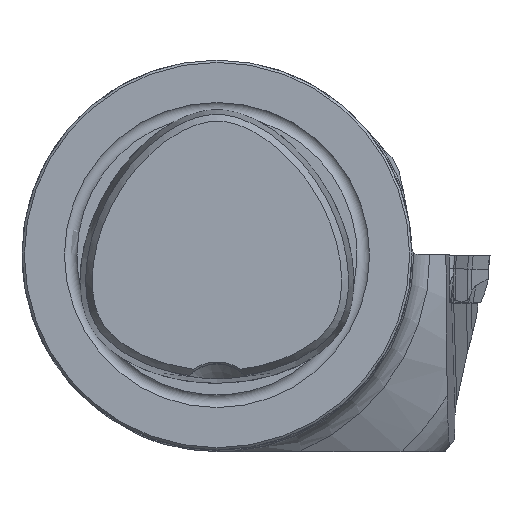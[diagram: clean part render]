
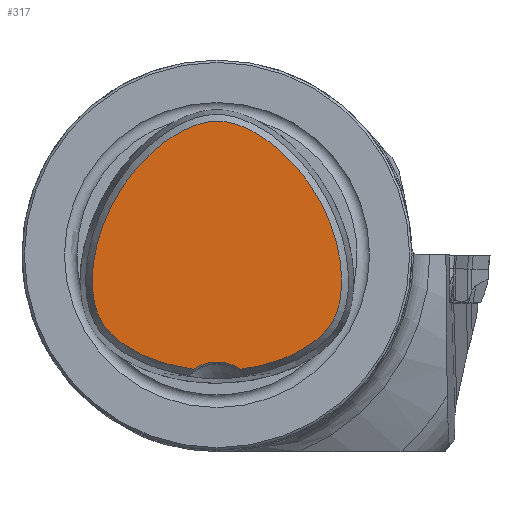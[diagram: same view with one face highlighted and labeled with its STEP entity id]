
A CAD part, top view. The second image highlights one B-rep face of the part: STEP entity #317.
In plain terms, the highlighted planar face has unit normal (0, 0, 1).
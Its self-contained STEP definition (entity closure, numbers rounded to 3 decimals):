
#244=CIRCLE('',#2975,5.25);
#317=ADVANCED_FACE('CU_E_LO_SU_2',(#532),#461,.T.);
#461=PLANE('',#2976);
#532=FACE_OUTER_BOUND('',#684,.T.);
#684=EDGE_LOOP('',(#1160,#1161));
#900=B_SPLINE_CURVE_WITH_KNOTS('',3,(#4472,#4473,#4474,#4475,#4476,#4477,
#4478,#4479,#4480,#4481,#4482,#4483,#4484,#4485,#4486,#4487,#4488,#4489,
#4490,#4491,#4492,#4493,#4494,#4495,#4496,#4497,#4498,#4499,#4500,#4501,
#4502,#4503,#4504,#4505,#4506,#4507,#4508,#4509,#4510,#4511,#4512,#4513,
#4514,#4515,#4516,#4517,#4518,#4519,#4520,#4521,#4522,#4523,#4524,#4525,
#4526,#4527,#4528,#4529,#4530,#4531,#4532,#4533,#4534),.UNSPECIFIED.,.T.,
 .F.,(1,1,2,1,1,1,1,1,1,1,1,1,1,1,1,1,1,1,1,1,1,1,1,1,1,1,1,1,1,1,1,1,1,
1,1,1,1,1,1,1,1,1,1,1,1,1,1,1,1,1,1,1,1,1,1,1,1,1,1,1,1,1,2,1,1),(-0.063,
-0.031,0.,0.031,0.063,0.078,0.094,0.109,0.125,0.141,0.156,
0.164,0.172,0.18,0.188,0.203,0.219,0.234,0.25,0.266,
0.281,0.313,0.344,0.359,0.375,0.406,0.422,0.438,0.453,
0.469,0.484,0.492,0.5,0.508,0.516,0.531,0.547,0.563,
0.578,0.594,0.625,0.641,0.656,0.688,0.719,0.734,0.75,0.766,
0.781,0.797,0.813,0.82,0.828,0.836,0.844,0.859,0.875,
0.891,0.906,0.922,0.938,0.969,1.,1.031,1.063),
 .UNSPECIFIED.);
#1160=ORIENTED_EDGE('',*,*,#2242,.F.);
#1161=ORIENTED_EDGE('',*,*,#2244,.T.);
#1947=VERTEX_POINT('',#4471);
#1948=VERTEX_POINT('',#4535);
#2242=EDGE_CURVE('',#1947,#1948,#900,.T.);
#2244=EDGE_CURVE('',#1947,#1948,#244,.T.);
#2975=AXIS2_PLACEMENT_3D('',#4729,#3268,#3269);
#2976=AXIS2_PLACEMENT_3D('',#4730,#3270,#3271);
#3268=DIRECTION('',(0.,0.,-1.));
#3269=DIRECTION('',(-1.,0.,0.));
#3270=DIRECTION('',(0.,0.,1.));
#3271=DIRECTION('',(-1.,0.,0.));
#4471=CARTESIAN_POINT('',(-3.002,-14.693,30.));
#4472=CARTESIAN_POINT('',(1.097,-14.873,30.));
#4473=CARTESIAN_POINT('',(-1.097,-14.873,30.));
#4474=CARTESIAN_POINT('',(-3.239,-14.735,30.));
#4475=CARTESIAN_POINT('',(-5.875,-14.208,30.));
#4476=CARTESIAN_POINT('',(-7.928,-13.56,30.));
#4477=CARTESIAN_POINT('',(-9.409,-12.964,30.));
#4478=CARTESIAN_POINT('',(-10.821,-12.249,30.));
#4479=CARTESIAN_POINT('',(-12.14,-11.413,30.));
#4480=CARTESIAN_POINT('',(-13.328,-10.454,30.));
#4481=CARTESIAN_POINT('',(-14.159,-9.558,30.));
#4482=CARTESIAN_POINT('',(-14.71,-8.766,30.));
#4483=CARTESIAN_POINT('',(-15.054,-8.145,30.));
#4484=CARTESIAN_POINT('',(-15.338,-7.487,30.));
#4485=CARTESIAN_POINT('',(-15.647,-6.546,30.));
#4486=CARTESIAN_POINT('',(-15.896,-5.318,30.));
#4487=CARTESIAN_POINT('',(-16.015,-3.771,30.));
#4488=CARTESIAN_POINT('',(-15.976,-2.194,30.));
#4489=CARTESIAN_POINT('',(-15.797,-0.612,30.));
#4490=CARTESIAN_POINT('',(-15.489,0.962,30.));
#4491=CARTESIAN_POINT('',(-14.92,3.043,30.));
#4492=CARTESIAN_POINT('',(-13.943,5.552,30.));
#4493=CARTESIAN_POINT('',(-12.645,7.917,30.));
#4494=CARTESIAN_POINT('',(-11.421,9.707,30.));
#4495=CARTESIAN_POINT('',(-10.084,11.411,30.));
#4496=CARTESIAN_POINT('',(-8.603,12.948,30.));
#4497=CARTESIAN_POINT('',(-6.949,14.314,30.));
#4498=CARTESIAN_POINT('',(-5.646,15.222,30.));
#4499=CARTESIAN_POINT('',(-4.281,15.997,30.));
#4500=CARTESIAN_POINT('',(-2.868,16.609,30.));
#4501=CARTESIAN_POINT('',(-1.676,16.946,30.));
#4502=CARTESIAN_POINT('',(-0.71,17.09,30.));
#4503=CARTESIAN_POINT('',(0.,17.126,30.));
#4504=CARTESIAN_POINT('',(0.71,17.09,30.));
#4505=CARTESIAN_POINT('',(1.676,16.946,30.));
#4506=CARTESIAN_POINT('',(2.868,16.609,30.));
#4507=CARTESIAN_POINT('',(4.281,15.997,30.));
#4508=CARTESIAN_POINT('',(5.646,15.222,30.));
#4509=CARTESIAN_POINT('',(6.949,14.314,30.));
#4510=CARTESIAN_POINT('',(8.603,12.948,30.));
#4511=CARTESIAN_POINT('',(10.084,11.411,30.));
#4512=CARTESIAN_POINT('',(11.421,9.707,30.));
#4513=CARTESIAN_POINT('',(12.645,7.917,30.));
#4514=CARTESIAN_POINT('',(13.943,5.552,30.));
#4515=CARTESIAN_POINT('',(14.92,3.043,30.));
#4516=CARTESIAN_POINT('',(15.489,0.962,30.));
#4517=CARTESIAN_POINT('',(15.797,-0.612,30.));
#4518=CARTESIAN_POINT('',(15.976,-2.194,30.));
#4519=CARTESIAN_POINT('',(16.015,-3.771,30.));
#4520=CARTESIAN_POINT('',(15.896,-5.318,30.));
#4521=CARTESIAN_POINT('',(15.647,-6.546,30.));
#4522=CARTESIAN_POINT('',(15.338,-7.487,30.));
#4523=CARTESIAN_POINT('',(15.054,-8.145,30.));
#4524=CARTESIAN_POINT('',(14.71,-8.766,30.));
#4525=CARTESIAN_POINT('',(14.159,-9.558,30.));
#4526=CARTESIAN_POINT('',(13.328,-10.454,30.));
#4527=CARTESIAN_POINT('',(12.14,-11.413,30.));
#4528=CARTESIAN_POINT('',(10.821,-12.249,30.));
#4529=CARTESIAN_POINT('',(9.409,-12.964,30.));
#4530=CARTESIAN_POINT('',(7.928,-13.56,30.));
#4531=CARTESIAN_POINT('',(5.875,-14.208,30.));
#4532=CARTESIAN_POINT('',(3.239,-14.735,30.));
#4533=CARTESIAN_POINT('',(1.097,-14.873,30.));
#4534=CARTESIAN_POINT('',(-1.097,-14.873,30.));
#4535=CARTESIAN_POINT('',(3.002,-14.693,30.));
#4729=CARTESIAN_POINT('',(0.,-19.,30.));
#4730=CARTESIAN_POINT('',(0.,0.,30.));
